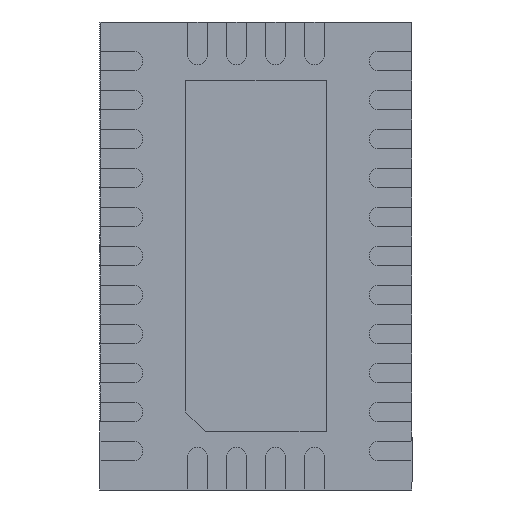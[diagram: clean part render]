
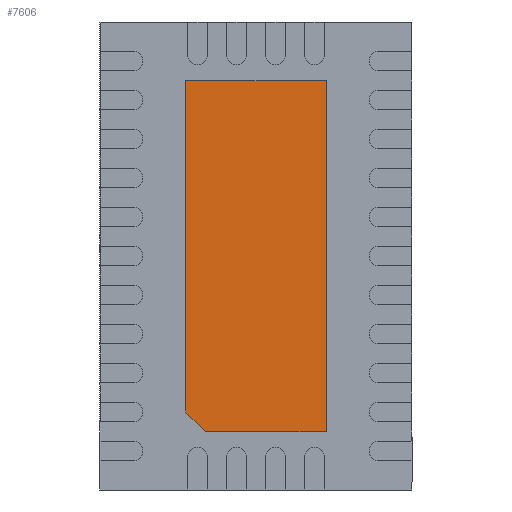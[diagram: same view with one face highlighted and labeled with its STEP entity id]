
A CAD part, front view. The second image highlights one B-rep face of the part: STEP entity #7606.
In plain terms, the highlighted planar face has unit normal (0, -1, 0).
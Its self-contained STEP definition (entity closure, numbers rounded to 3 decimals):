
#96 = CARTESIAN_POINT ( 'NONE',  ( 0., 0., 2.25 ) ) ;
#161 = DIRECTION ( 'NONE',  ( 0., 1., 0. ) ) ;
#457 = VERTEX_POINT ( 'NONE', #5104 ) ;
#903 = LINE ( 'NONE', #4393, #5399 ) ;
#928 = LINE ( 'NONE', #6366, #6746 ) ;
#1033 = LINE ( 'NONE', #96, #2304 ) ;
#1338 = VECTOR ( 'NONE', #6672, 1000. ) ;
#1668 = CARTESIAN_POINT ( 'NONE',  ( -0.65, 0., -2.25 ) ) ;
#1973 = DIRECTION ( 'NONE',  ( 1., 0., 0. ) ) ;
#1980 = EDGE_LOOP ( 'NONE', ( #10289, #3080, #11183, #7022, #2263 ) ) ;
#2155 = VERTEX_POINT ( 'NONE', #7521 ) ;
#2263 = ORIENTED_EDGE ( 'NONE', *, *, #7153, .F. ) ;
#2304 = VECTOR ( 'NONE', #8305, 1000. ) ;
#2545 = VERTEX_POINT ( 'NONE', #1668 ) ;
#3080 = ORIENTED_EDGE ( 'NONE', *, *, #11563, .T. ) ;
#3293 = EDGE_CURVE ( 'NONE', #2545, #7832, #928, .T. ) ;
#4149 = EDGE_CURVE ( 'NONE', #11613, #2155, #1033, .T. ) ;
#4393 = CARTESIAN_POINT ( 'NONE',  ( 0.9, 0., 0. ) ) ;
#4499 = DIRECTION ( 'NONE',  ( 0., 0., -1. ) ) ;
#4808 = CARTESIAN_POINT ( 'NONE',  ( -0.9, 0., 2.25 ) ) ;
#5104 = CARTESIAN_POINT ( 'NONE',  ( -0.9, 0., -2. ) ) ;
#5399 = VECTOR ( 'NONE', #4499, 1000. ) ;
#6231 = DIRECTION ( 'NONE',  ( 0., 0., -1. ) ) ;
#6352 = LINE ( 'NONE', #7128, #11192 ) ;
#6366 = CARTESIAN_POINT ( 'NONE',  ( 0., 0., -2.25 ) ) ;
#6672 = DIRECTION ( 'NONE',  ( -0.707, 0., 0.707 ) ) ;
#6746 = VECTOR ( 'NONE', #1973, 1000. ) ;
#7022 = ORIENTED_EDGE ( 'NONE', *, *, #3293, .T. ) ;
#7128 = CARTESIAN_POINT ( 'NONE',  ( -0.9, 0., 0. ) ) ;
#7153 = EDGE_CURVE ( 'NONE', #2155, #7832, #903, .T. ) ;
#7189 = PLANE ( 'NONE',  #7518 ) ;
#7518 = AXIS2_PLACEMENT_3D ( 'NONE', #10009, #161, #9189 ) ;
#7521 = CARTESIAN_POINT ( 'NONE',  ( 0.9, 0., 2.25 ) ) ;
#7606 = ADVANCED_FACE ( 'NONE', ( #11678 ), #7189, .F. ) ;
#7832 = VERTEX_POINT ( 'NONE', #11223 ) ;
#7883 = EDGE_CURVE ( 'NONE', #2545, #457, #9324, .T. ) ;
#8305 = DIRECTION ( 'NONE',  ( 1., 0., 0. ) ) ;
#9189 = DIRECTION ( 'NONE',  ( 0., 0., 1. ) ) ;
#9324 = LINE ( 'NONE', #10591, #1338 ) ;
#10009 = CARTESIAN_POINT ( 'NONE',  ( 0., 0., 0. ) ) ;
#10289 = ORIENTED_EDGE ( 'NONE', *, *, #4149, .F. ) ;
#10591 = CARTESIAN_POINT ( 'NONE',  ( -1.45, 0., -1.45 ) ) ;
#11183 = ORIENTED_EDGE ( 'NONE', *, *, #7883, .F. ) ;
#11192 = VECTOR ( 'NONE', #6231, 1000. ) ;
#11223 = CARTESIAN_POINT ( 'NONE',  ( 0.9, 0., -2.25 ) ) ;
#11563 = EDGE_CURVE ( 'NONE', #11613, #457, #6352, .T. ) ;
#11613 = VERTEX_POINT ( 'NONE', #4808 ) ;
#11678 = FACE_OUTER_BOUND ( 'NONE', #1980, .T. ) ;
